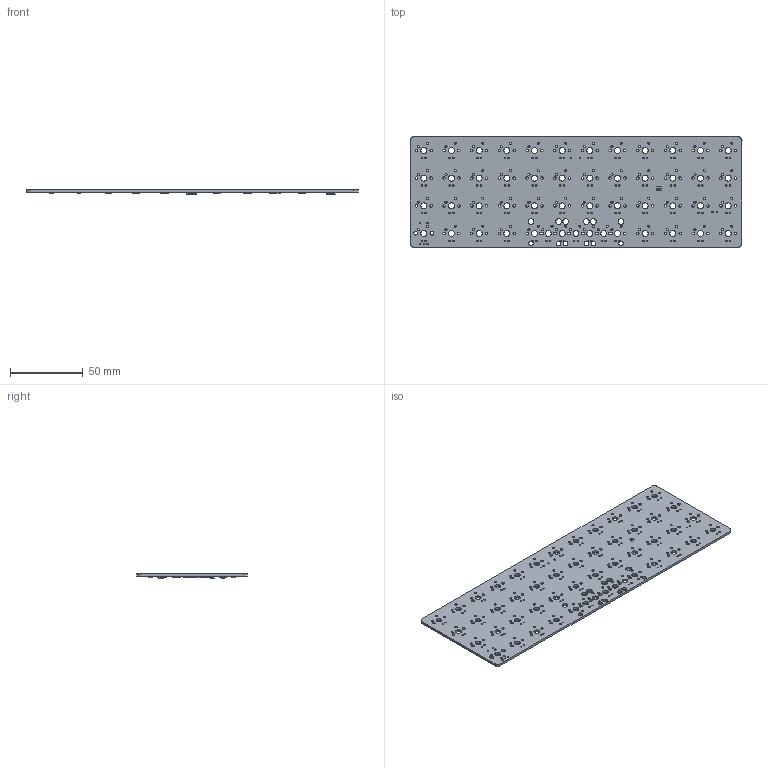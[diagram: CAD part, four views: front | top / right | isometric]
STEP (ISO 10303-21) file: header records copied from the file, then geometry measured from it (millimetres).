
FILE_DESCRIPTION(('KiCad electronic assembly'),'2;1');
FILE_NAME('Ortho48-RP2040.step','2023-04-28T18:40:00',('Pcbnew'),( 'Kicad'),'Open CASCADE STEP processor 7.6','KiCad to STEP converter' ,'Unknown');
FILE_SCHEMA(('AUTOMOTIVE_DESIGN { 1 0 10303 214 1 1 1 1 }'));
Length unit declared in the file: millimetre
Products named in the file (22): Ortho48-RP2040 1; D_SOD-123; SOLID; C_0402_1005Metric; 781710004; SOT-23; R_0402_1005Metric; SW_SPDT_PCM12; SW_SPST_TL3342; WSON-8-1EP_2x2mm_P0.5mm_EP0.9x1.6mm; Crystal_SMD_3225-4Pin_3.2x2.5mm; QFN-56-1EP_7x7mm_P0.4mm_EP5.6x5.6mm; _autosave-Ortho48-RP2040 PCB
Assembly tree (139 placements, depth 3):
  Ortho48-RP2040 1
    D_SOD-123  x49
      SOLID
    C_0402_1005Metric  x16
      SOLID
    781710004
      SOLID
    SOT-23  x2
      SOLID
    R_0402_1005Metric  x55
      SOLID
    SW_SPDT_PCM12
      SOLID
    SW_SPST_TL3342
      SOLID
    WSON-8-1EP_2x2mm_P0.5mm_EP0.9x1.6mm
      SOLID
    Crystal_SMD_3225-4Pin_3.2x2.5mm
      SOLID
    QFN-56-1EP_7x7mm_P0.4mm_EP5.6x5.6mm
      SOLID
    _autosave-Ortho48-RP2040 PCB
Bounding box: 228.6 x 76.2 x 3.19 mm (x, y, z)
Volume: 26210.6 mm3; surface area: 38339.3 mm2
Topology: 129 solids, 130 shells, 6732 faces, 16941 edges, 10569 vertices
Faces by surface type: plane 3804, cylinder 1581, bspline 1344, cone 2, torus 1
Full cylindrical faces by diameter (mm): 0.25 x1, 0.3 x10, 0.35 x9, 0.5 x1, 0.8 x2, 0.9 x2, 1 x5, 1.04 x102, 1.47 x102, 1.75 x88, 2 x1, 3.048 x6, 3.988 x57
Entity records: 125669 total; most frequent: CARTESIAN_POINT 27734, DIRECTION 16698, LINE 10953, VECTOR 10953, ORIENTED_EDGE 9042, PCURVE 9042, DEFINITIONAL_REPRESENTATION 9042, EDGE_CURVE 4521
